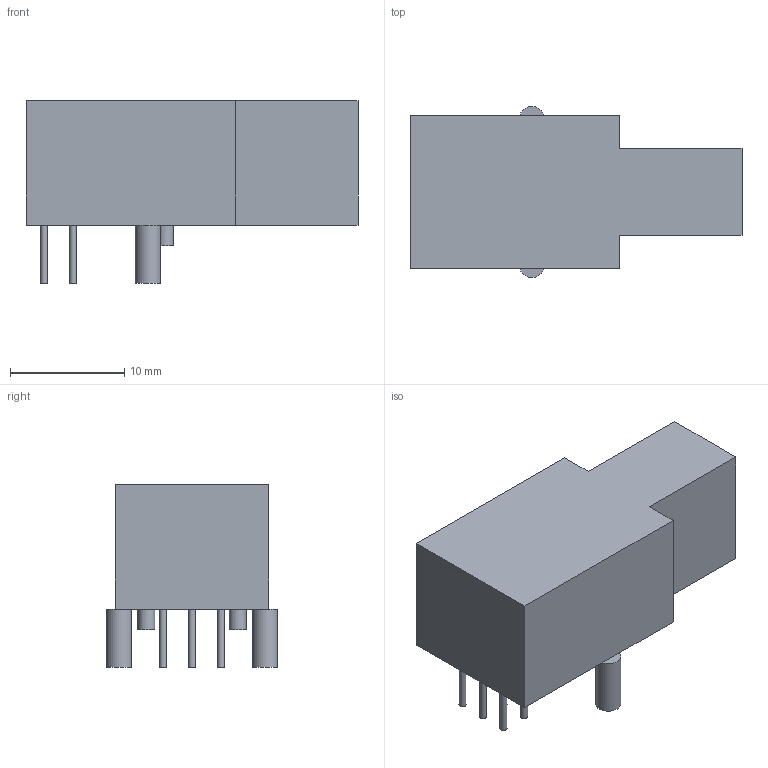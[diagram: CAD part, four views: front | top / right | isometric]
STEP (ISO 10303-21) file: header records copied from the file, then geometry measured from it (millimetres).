
FILE_DESCRIPTION(('FreeCAD Model'),'2;1');
FILE_NAME('883420.1.6.stp','2023-05-13T08:23:56',( 'Author'),(''),'Open CASCADE STEP processor 6.9','FreeCAD','Unknown' );
FILE_SCHEMA(('AUTOMOTIVE_DESIGN { 1 0 10303 214 1 1 1 1 }'));
Length unit declared in the file: millimetre
Products named in the file (4): ASSEMBLY; Body; Lugs; Leads
Assembly tree (3 placements, depth 2):
  ASSEMBLY
    Body
    Lugs
    Leads
Bounding box: 29.1 x 15 x 16 mm (x, y, z)
Volume: 3638.9 mm3; surface area: 1758.1 mm2
Topology: 11 solids, 11 shells, 41 faces, 57 edges, 38 vertices
Faces by surface type: plane 31, cylinder 10
Full cylindrical faces by diameter (mm): 0.62 x6, 1.5 x2, 2.2 x2
Entity records: 1760 total; most frequent: DIRECTION 281, CARTESIAN_POINT 254, LINE 131, VECTOR 131, ORIENTED_EDGE 114, PCURVE 114, DEFINITIONAL_REPRESENTATION 114, AXIS2_PLACEMENT_3D 65
